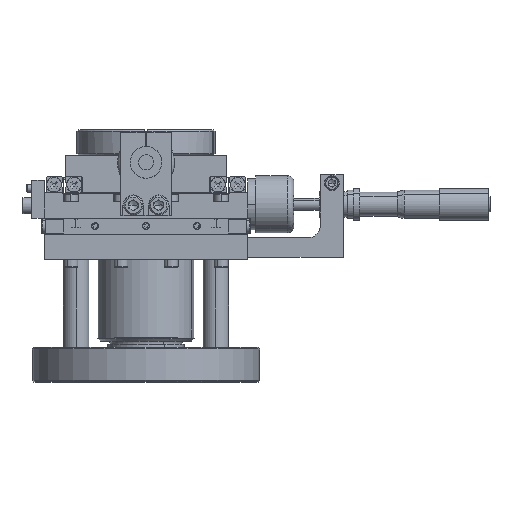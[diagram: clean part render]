
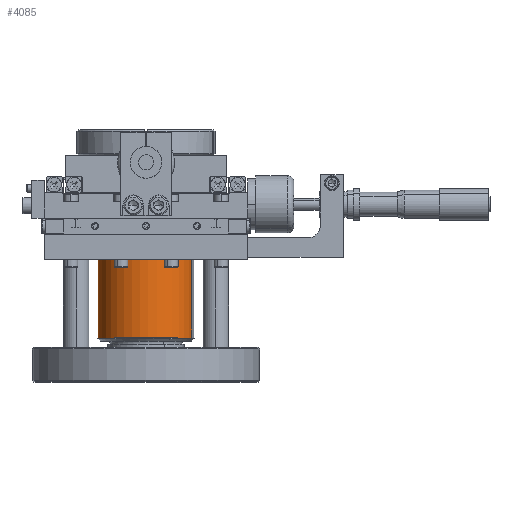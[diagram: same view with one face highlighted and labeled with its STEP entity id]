
A CAD part, top view. The second image highlights one B-rep face of the part: STEP entity #4085.
In plain terms, the highlighted cylindrical face has radius 24.003 mm (diameter 48.006 mm), a partial arc.
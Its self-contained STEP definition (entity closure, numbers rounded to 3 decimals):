
#4070 = PLANE('',#4071);
#4071 = AXIS2_PLACEMENT_3D('',#4072,#4073,#4074);
#4072 = CARTESIAN_POINT('',(0.,4.699,0.
    ));
#4073 = DIRECTION('',(0.,-1.,0.));
#4074 = DIRECTION('',(0.955,0.,0.298)
  );
#4085 = ADVANCED_FACE('',(#4086),#4101,.T.);
#4086 = FACE_BOUND('',#4087,.T.);
#4087 = EDGE_LOOP('',(#4088,#4119,#4147,#4164));
#4088 = ORIENTED_EDGE('',*,*,#4089,.F.);
#4089 = EDGE_CURVE('',#4090,#4092,#4094,.T.);
#4090 = VERTEX_POINT('',#4091);
#4091 = CARTESIAN_POINT('',(22.912,4.699,7.155));
#4092 = VERTEX_POINT('',#4093);
#4093 = CARTESIAN_POINT('',(-22.912,4.699,-7.155));
#4094 = SURFACE_CURVE('',#4095,(#4100,#4112),.PCURVE_S1.);
#4095 = CIRCLE('',#4096,24.003);
#4096 = AXIS2_PLACEMENT_3D('',#4097,#4098,#4099);
#4097 = CARTESIAN_POINT('',(0.,4.699,0.
    ));
#4098 = DIRECTION('',(0.,-1.,0.));
#4099 = DIRECTION('',(0.955,0.,0.298)
  );
#4100 = PCURVE('',#4101,#4106);
#4101 = CYLINDRICAL_SURFACE('',#4102,24.003);
#4102 = AXIS2_PLACEMENT_3D('',#4103,#4104,#4105);
#4103 = CARTESIAN_POINT('',(0.,4.699,0.
    ));
#4104 = DIRECTION('',(0.,1.,0.));
#4105 = DIRECTION('',(-0.955,0.,
    -0.298));
#4106 = DEFINITIONAL_REPRESENTATION('',(#4107),#4111);
#4107 = LINE('',#4108,#4109);
#4108 = CARTESIAN_POINT('',(3.142,0.));
#4109 = VECTOR('',#4110,1.);
#4110 = DIRECTION('',(-1.,0.));
#4111 = ( GEOMETRIC_REPRESENTATION_CONTEXT(2) 
PARAMETRIC_REPRESENTATION_CONTEXT() REPRESENTATION_CONTEXT('2D SPACE',''
  ) );
#4112 = PCURVE('',#4070,#4113);
#4113 = DEFINITIONAL_REPRESENTATION('',(#4114),#4118);
#4114 = CIRCLE('',#4115,24.003);
#4115 = AXIS2_PLACEMENT_2D('',#4116,#4117);
#4116 = CARTESIAN_POINT('',(0.,0.));
#4117 = DIRECTION('',(1.,0.));
#4118 = ( GEOMETRIC_REPRESENTATION_CONTEXT(2) 
PARAMETRIC_REPRESENTATION_CONTEXT() REPRESENTATION_CONTEXT('2D SPACE',''
  ) );
#4119 = ORIENTED_EDGE('',*,*,#4120,.T.);
#4120 = EDGE_CURVE('',#4090,#4121,#4123,.T.);
#4121 = VERTEX_POINT('',#4122);
#4122 = CARTESIAN_POINT('',(22.912,47.371,7.155));
#4123 = SURFACE_CURVE('',#4124,(#4128,#4135),.PCURVE_S1.);
#4124 = LINE('',#4125,#4126);
#4125 = CARTESIAN_POINT('',(22.912,4.699,7.155));
#4126 = VECTOR('',#4127,1.);
#4127 = DIRECTION('',(0.,1.,0.));
#4128 = PCURVE('',#4101,#4129);
#4129 = DEFINITIONAL_REPRESENTATION('',(#4130),#4134);
#4130 = LINE('',#4131,#4132);
#4131 = CARTESIAN_POINT('',(3.142,0.));
#4132 = VECTOR('',#4133,1.);
#4133 = DIRECTION('',(0.,1.));
#4134 = ( GEOMETRIC_REPRESENTATION_CONTEXT(2) 
PARAMETRIC_REPRESENTATION_CONTEXT() REPRESENTATION_CONTEXT('2D SPACE',''
  ) );
#4135 = PCURVE('',#4136,#4141);
#4136 = CYLINDRICAL_SURFACE('',#4137,24.003);
#4137 = AXIS2_PLACEMENT_3D('',#4138,#4139,#4140);
#4138 = CARTESIAN_POINT('',(0.,4.699,0.
    ));
#4139 = DIRECTION('',(0.,1.,0.));
#4140 = DIRECTION('',(-0.955,0.,
    -0.298));
#4141 = DEFINITIONAL_REPRESENTATION('',(#4142),#4146);
#4142 = LINE('',#4143,#4144);
#4143 = CARTESIAN_POINT('',(3.142,0.));
#4144 = VECTOR('',#4145,1.);
#4145 = DIRECTION('',(0.,1.));
#4146 = ( GEOMETRIC_REPRESENTATION_CONTEXT(2) 
PARAMETRIC_REPRESENTATION_CONTEXT() REPRESENTATION_CONTEXT('2D SPACE',''
  ) );
#4147 = ORIENTED_EDGE('',*,*,#4148,.T.);
#4148 = EDGE_CURVE('',#4121,#4149,#4151,.T.);
#4149 = VERTEX_POINT('',#4150);
#4150 = CARTESIAN_POINT('',(-22.912,47.371,-7.155));
#4151 = SURFACE_CURVE('',#4152,(#4157),.PCURVE_S1.);
#4152 = CIRCLE('',#4153,24.003);
#4153 = AXIS2_PLACEMENT_3D('',#4154,#4155,#4156);
#4154 = CARTESIAN_POINT('',(0.,47.371,
    0.));
#4155 = DIRECTION('',(0.,-1.,0.));
#4156 = DIRECTION('',(0.955,0.,0.298)
  );
#4157 = PCURVE('',#4101,#4158);
#4158 = DEFINITIONAL_REPRESENTATION('',(#4159),#4163);
#4159 = LINE('',#4160,#4161);
#4160 = CARTESIAN_POINT('',(3.142,42.672));
#4161 = VECTOR('',#4162,1.);
#4162 = DIRECTION('',(-1.,0.));
#4163 = ( GEOMETRIC_REPRESENTATION_CONTEXT(2) 
PARAMETRIC_REPRESENTATION_CONTEXT() REPRESENTATION_CONTEXT('2D SPACE',''
  ) );
#4164 = ORIENTED_EDGE('',*,*,#4165,.F.);
#4165 = EDGE_CURVE('',#4092,#4149,#4166,.T.);
#4166 = SURFACE_CURVE('',#4167,(#4171,#4178),.PCURVE_S1.);
#4167 = LINE('',#4168,#4169);
#4168 = CARTESIAN_POINT('',(-22.912,4.699,-7.155));
#4169 = VECTOR('',#4170,1.);
#4170 = DIRECTION('',(0.,1.,0.));
#4171 = PCURVE('',#4101,#4172);
#4172 = DEFINITIONAL_REPRESENTATION('',(#4173),#4177);
#4173 = LINE('',#4174,#4175);
#4174 = CARTESIAN_POINT('',(0.,0.));
#4175 = VECTOR('',#4176,1.);
#4176 = DIRECTION('',(0.,1.));
#4177 = ( GEOMETRIC_REPRESENTATION_CONTEXT(2) 
PARAMETRIC_REPRESENTATION_CONTEXT() REPRESENTATION_CONTEXT('2D SPACE',''
  ) );
#4178 = PCURVE('',#4136,#4179);
#4179 = DEFINITIONAL_REPRESENTATION('',(#4180),#4184);
#4180 = LINE('',#4181,#4182);
#4181 = CARTESIAN_POINT('',(6.283,0.));
#4182 = VECTOR('',#4183,1.);
#4183 = DIRECTION('',(0.,1.));
#4184 = ( GEOMETRIC_REPRESENTATION_CONTEXT(2) 
PARAMETRIC_REPRESENTATION_CONTEXT() REPRESENTATION_CONTEXT('2D SPACE',''
  ) );
